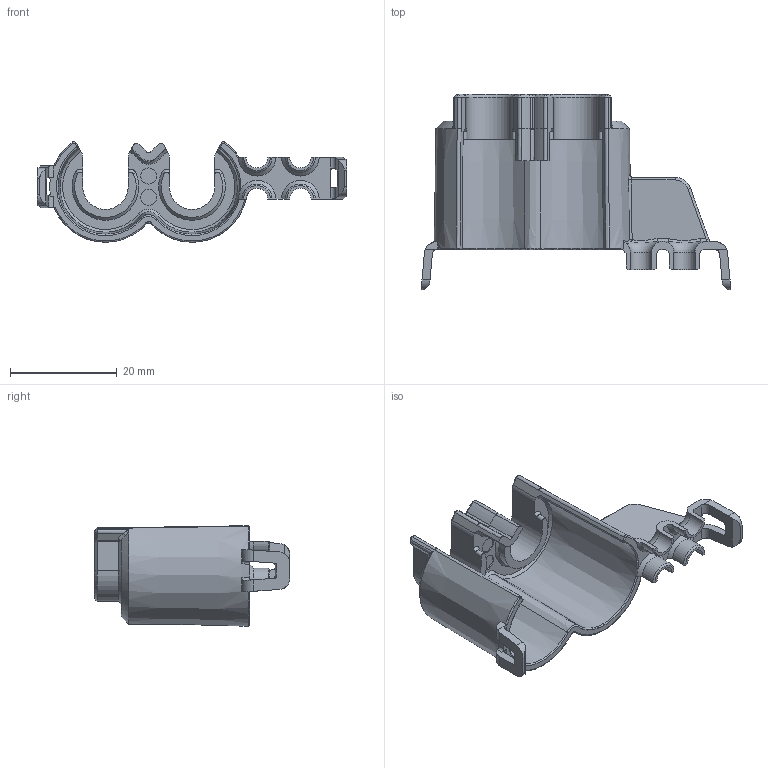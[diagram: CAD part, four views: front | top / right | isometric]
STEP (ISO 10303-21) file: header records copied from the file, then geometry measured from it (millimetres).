
FILE_DESCRIPTION((''),'2;1');
FILE_NAME('SC38-2013A-B003_NCF_ASM','2021-02-02T16:50:24',('20077268'),(''),'CREO PARAMETRIC BY PTC INC, 2017110','CREO PARAMETRIC BY PTC INC, 2017110','');
FILE_SCHEMA(('CONFIG_CONTROL_DESIGN'));
Length unit declared in the file: millimetre
Products named in the file (2): PC38-2013A-B003_NCF; SC38-2013A-B003_NCF_ASM
Assembly tree (1 placements, depth 2):
  SC38-2013A-B003_NCF_ASM
    PC38-2013A-B003_NCF
Bounding box: 57.9 x 36.5 x 18.8 mm (x, y, z)
Volume: 3976.6 mm3; surface area: 5820 mm2
Topology: 1 solids, 1 shells, 309 faces, 816 edges, 499 vertices
Faces by surface type: plane 124, cylinder 69, cone 60, bspline 36, torus 12, extrusion 4, sphere 4
Entity records: 11558 total; most frequent: CARTESIAN_POINT 4300, ORIENTED_EDGE 1612, DIRECTION 1359, EDGE_CURVE 806, VERTEX_POINT 499, AXIS2_PLACEMENT_3D 466, VECTOR 427, LINE 423
